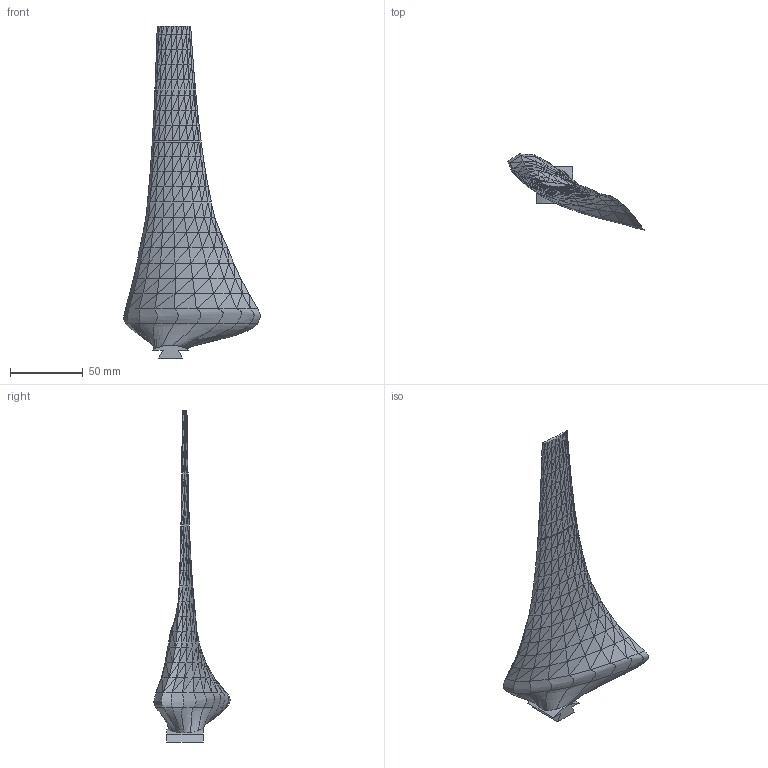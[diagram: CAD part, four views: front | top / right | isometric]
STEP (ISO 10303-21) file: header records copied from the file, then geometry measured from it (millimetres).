
FILE_DESCRIPTION(/* description */ (''),/* implementation_level */ '2;1');
FILE_NAME(/* name */ 'Turbine Blade v5.step',/* time_stamp */ '2024-05-27T18:13:50+01:00',/* author */ (''),/* organization */ (''),/* preprocessor_version */ 'ST-DEVELOPER v20',/* originating_system */ 'Autodesk Translation Framework v13.14.0.145',/* authorisation */ '');
FILE_SCHEMA (('AUTOMOTIVE_DESIGN { 1 0 10303 214 3 1 1 }'));
Length unit declared in the file: millimetre
Products named in the file (1): FINAL_NO_CHOICE
Bounding box: 94.15 x 52.56 x 228.85 mm (x, y, z)
Volume: 80073.1 mm3; surface area: 26008.2 mm2
Topology: 2 solids, 2 shells, 775 faces, 1280 edges, 513 vertices
Faces by surface type: plane 734, bspline 36, cylinder 3, cone 2
Full cylindrical faces by diameter (mm): 2 x2
Entity records: 18849 total; most frequent: CARTESIAN_POINT 5376, DIRECTION 2713, ORIENTED_EDGE 2560, EDGE_CURVE 1280, LINE 1209, VECTOR 1209, EDGE_LOOP 781, FACE_OUTER_BOUND 775
